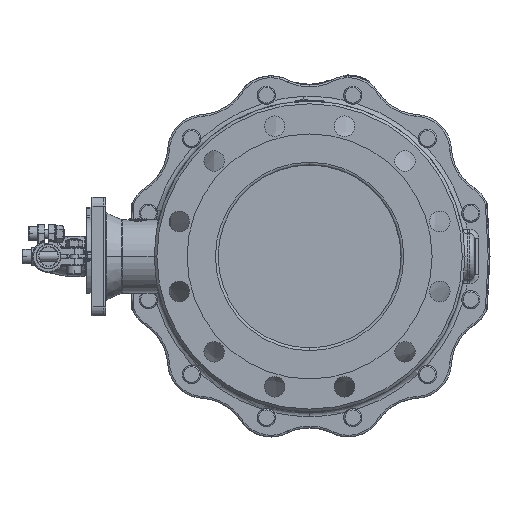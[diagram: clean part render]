
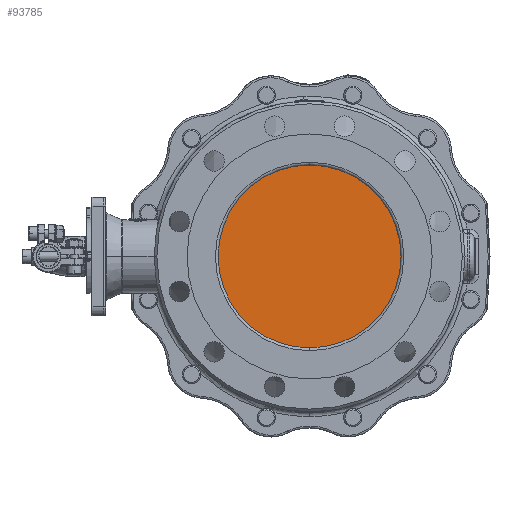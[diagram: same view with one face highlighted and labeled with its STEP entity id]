
A CAD part, left-side view. The second image highlights one B-rep face of the part: STEP entity #93785.
In plain terms, the highlighted planar face has unit normal (-1, 0, 0).
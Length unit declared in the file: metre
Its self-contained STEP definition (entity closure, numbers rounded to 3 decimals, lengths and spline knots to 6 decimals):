
#970 = CARTESIAN_POINT ( 'NONE',  ( 0.075086, 0., 0. ) ) ;
#1463 = CIRCLE ( 'NONE', #91089, 0.1 ) ;
#1779 = CIRCLE ( 'NONE', #67411, 0.1 ) ;
#9769 = PLANE ( 'NONE',  #122046 ) ;
#10377 = FACE_OUTER_BOUND ( 'NONE', #91054, .T. ) ;
#11614 = EDGE_CURVE ( 'NONE', #80443, #102803, #1779, .T. ) ;
#13741 = DIRECTION ( 'NONE',  ( 1., 0., 0. ) ) ;
#18624 = DIRECTION ( 'NONE',  ( 1., 0., 0. ) ) ;
#21837 = DIRECTION ( 'NONE',  ( 0., 1., 0. ) ) ;
#28814 = EDGE_CURVE ( 'NONE', #102803, #80443, #1463, .T. ) ;
#35434 = DIRECTION ( 'NONE',  ( 0., 1., 0. ) ) ;
#52336 = CARTESIAN_POINT ( 'NONE',  ( 0.075086, 0., 0. ) ) ;
#64048 = ORIENTED_EDGE ( 'NONE', *, *, #28814, .F. ) ;
#67411 = AXIS2_PLACEMENT_3D ( 'NONE', #52336, #13741, #21837 ) ;
#68844 = DIRECTION ( 'NONE',  ( 0., 0., 1. ) ) ;
#77166 = CARTESIAN_POINT ( 'NONE',  ( 0.075086, 0.1, 0. ) ) ;
#80443 = VERTEX_POINT ( 'NONE', #90266 ) ;
#90266 = CARTESIAN_POINT ( 'NONE',  ( 0.075086, -0.1, 0. ) ) ;
#91054 = EDGE_LOOP ( 'NONE', ( #64048, #122110 ) ) ;
#91089 = AXIS2_PLACEMENT_3D ( 'NONE', #103979, #18624, #35434 ) ;
#93785 = ADVANCED_FACE ( 'NONE', ( #10377 ), #9769, .T. ) ;
#95733 = DIRECTION ( 'NONE',  ( -1., 0., 0. ) ) ;
#102803 = VERTEX_POINT ( 'NONE', #77166 ) ;
#103979 = CARTESIAN_POINT ( 'NONE',  ( 0.075086, 0., 0. ) ) ;
#122046 = AXIS2_PLACEMENT_3D ( 'NONE', #970, #95733, #68844 ) ;
#122110 = ORIENTED_EDGE ( 'NONE', *, *, #11614, .F. ) ;
